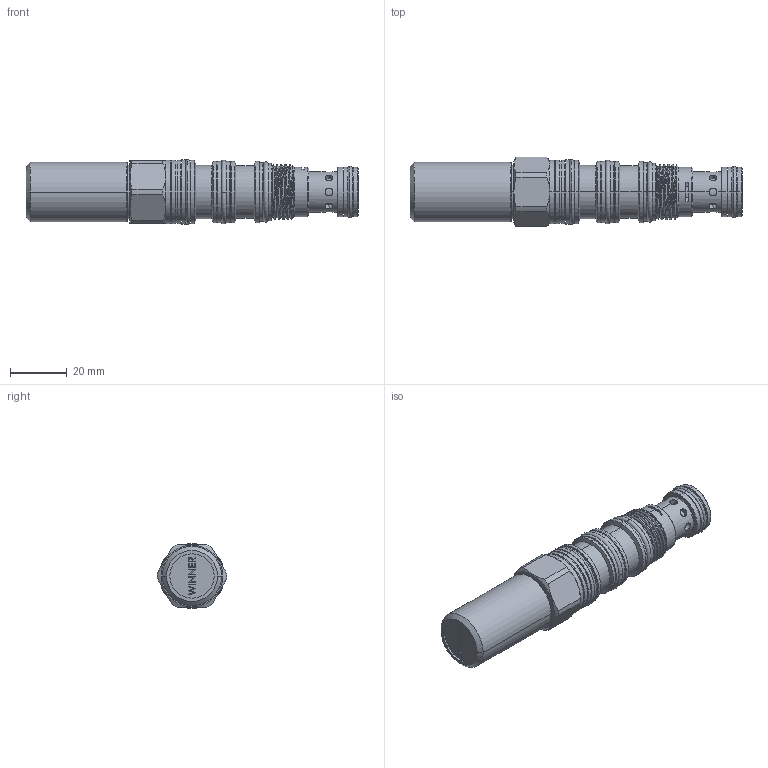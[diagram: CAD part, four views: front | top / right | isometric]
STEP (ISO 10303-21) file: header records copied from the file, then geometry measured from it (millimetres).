
FILE_DESCRIPTION (( 'STEP AP203' ), '1' );
FILE_NAME ('LB21A4P-C2.STEP', '2020-04-15T07:51:32', ( '' ), ( '' ), 'SwSTEP 2.0', 'SolidWorks 2018', '' );
FILE_SCHEMA (( 'CONFIG_CONTROL_DESIGN' ));
Length unit declared in the file: millimetre
Products named in the file (1): LB21A4P-C2
Bounding box: 117.48 x 24.59 x 22.98 mm (x, y, z)
Volume: 33648.4 mm3; surface area: 16232.5 mm2
Topology: 7 solids, 7 shells, 470 faces, 1119 edges, 703 vertices
Faces by surface type: cylinder 187, plane 157, torus 55, cone 45, bspline 26
Entity records: 22361 total; most frequent: CARTESIAN_POINT 11662, ORIENTED_EDGE 2234, DIRECTION 2197, EDGE_CURVE 1117, AXIS2_PLACEMENT_3D 862, VERTEX_POINT 703, EDGE_LOOP 522, LINE 473
